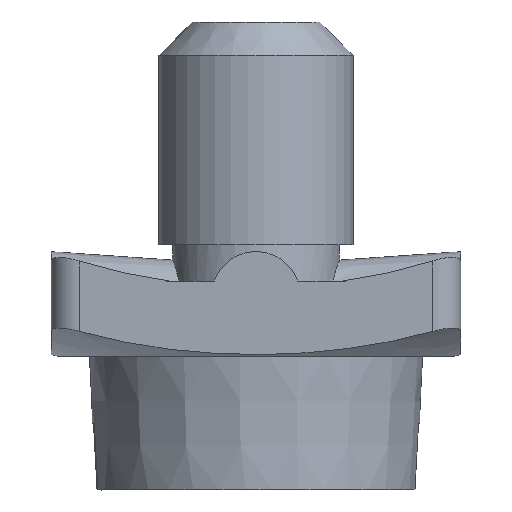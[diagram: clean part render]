
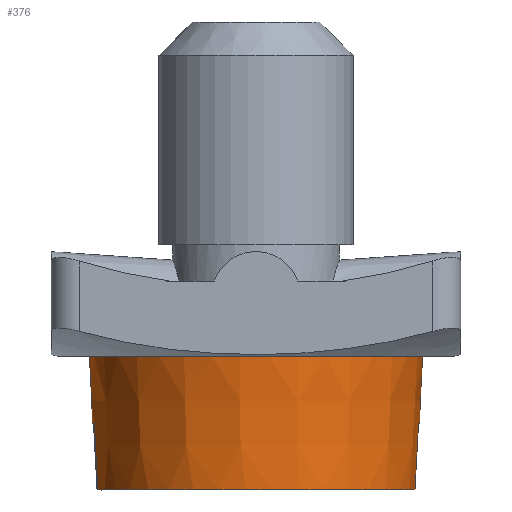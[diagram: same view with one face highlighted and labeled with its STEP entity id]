
A CAD part, front view. The second image highlights one B-rep face of the part: STEP entity #376.
In plain terms, the highlighted conical face has half-angle 3 degrees and reference radius 2.897 mm.
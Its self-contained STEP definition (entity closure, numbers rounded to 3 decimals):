
#316=B_SPLINE_CURVE_WITH_KNOTS('',3,(#1492,#1493,#1494,#1495,#1496,#1497,
#1498),.UNSPECIFIED.,.F.,.F.,(4,3,4),(0.,0.605,1.),
 .UNSPECIFIED.);
#317=B_SPLINE_CURVE_WITH_KNOTS('',3,(#1499,#1500,#1501,#1502,#1503,#1504,
#1505),.UNSPECIFIED.,.F.,.F.,(4,3,4),(0.,0.395,1.),
 .UNSPECIFIED.);
#318=B_SPLINE_CURVE_WITH_KNOTS('',3,(#1507,#1508,#1509,#1510,#1511,#1512,
#1513),.UNSPECIFIED.,.F.,.F.,(4,3,4),(0.,0.605,1.),
 .UNSPECIFIED.);
#319=B_SPLINE_CURVE_WITH_KNOTS('',3,(#1515,#1516,#1517,#1518,#1519,#1520,
#1521),.UNSPECIFIED.,.F.,.F.,(4,3,4),(0.,0.395,1.),
 .UNSPECIFIED.);
#331=CONICAL_SURFACE('',#864,2.897,3.);
#344=FACE_BOUND('',#457,.T.);
#345=FACE_BOUND('',#458,.T.);
#376=ADVANCED_FACE('',(#344,#345),#331,.T.);
#457=EDGE_LOOP('',(#596));
#458=EDGE_LOOP('',(#597,#598,#599,#600,#601,#602,#603,#604));
#596=ORIENTED_EDGE('',*,*,#680,.F.);
#597=ORIENTED_EDGE('',*,*,#745,.T.);
#598=ORIENTED_EDGE('',*,*,#741,.T.);
#599=ORIENTED_EDGE('',*,*,#742,.T.);
#600=ORIENTED_EDGE('',*,*,#736,.F.);
#601=ORIENTED_EDGE('',*,*,#743,.T.);
#602=ORIENTED_EDGE('',*,*,#739,.T.);
#603=ORIENTED_EDGE('',*,*,#744,.T.);
#604=ORIENTED_EDGE('',*,*,#747,.F.);
#626=VERTEX_POINT('',#1040);
#663=VERTEX_POINT('',#1479);
#664=VERTEX_POINT('',#1480);
#665=VERTEX_POINT('',#1484);
#666=VERTEX_POINT('',#1485);
#667=VERTEX_POINT('',#1487);
#668=VERTEX_POINT('',#1489);
#669=VERTEX_POINT('',#1514);
#670=VERTEX_POINT('',#1522);
#680=EDGE_CURVE('',#626,#626,#755,.T.);
#736=EDGE_CURVE('',#663,#664,#767,.T.);
#739=EDGE_CURVE('',#667,#666,#768,.T.);
#741=EDGE_CURVE('',#665,#668,#769,.T.);
#742=EDGE_CURVE('',#668,#664,#316,.T.);
#743=EDGE_CURVE('',#663,#667,#317,.T.);
#744=EDGE_CURVE('',#666,#669,#318,.T.);
#745=EDGE_CURVE('',#670,#665,#319,.T.);
#747=EDGE_CURVE('',#670,#669,#770,.T.);
#755=CIRCLE('',#828,3.);
#767=CIRCLE('',#855,2.874);
#768=CIRCLE('',#857,2.937);
#769=CIRCLE('',#858,2.937);
#770=CIRCLE('',#862,2.874);
#828=AXIS2_PLACEMENT_3D('',#1039,#891,#892);
#855=AXIS2_PLACEMENT_3D('',#1478,#960,#961);
#857=AXIS2_PLACEMENT_3D('',#1486,#966,#967);
#858=AXIS2_PLACEMENT_3D('',#1490,#969,#970);
#862=AXIS2_PLACEMENT_3D('',#1525,#978,#979);
#864=AXIS2_PLACEMENT_3D('',#1527,#982,#983);
#891=DIRECTION('',(0.,0.,1.));
#892=DIRECTION('',(-0.964,0.267,0.));
#960=DIRECTION('',(0.,0.,-1.));
#961=DIRECTION('',(-1.,0.,0.));
#966=DIRECTION('',(0.,0.,1.));
#967=DIRECTION('',(-0.993,0.118,0.));
#969=DIRECTION('',(0.,0.,1.));
#970=DIRECTION('',(0.993,-0.118,0.));
#978=DIRECTION('',(0.,0.,-1.));
#979=DIRECTION('',(-1.,0.,0.));
#982=DIRECTION('',(0.,0.,1.));
#983=DIRECTION('',(-0.707,0.707,0.));
#1039=CARTESIAN_POINT('',(0.,0.,-2.));
#1040=CARTESIAN_POINT('',(-2.891,0.8,-2.));
#1478=CARTESIAN_POINT('',(0.,0.,-4.4));
#1479=CARTESIAN_POINT('',(-2.853,0.347,-4.4));
#1480=CARTESIAN_POINT('',(2.838,0.453,-4.4));
#1484=CARTESIAN_POINT('',(2.917,-0.346,-3.2));
#1485=CARTESIAN_POINT('',(-2.902,-0.454,-3.2));
#1486=CARTESIAN_POINT('',(0.,0.,-3.2));
#1487=CARTESIAN_POINT('',(-2.917,0.346,-3.2));
#1489=CARTESIAN_POINT('',(2.902,0.454,-3.2));
#1490=CARTESIAN_POINT('',(0.,0.,-3.2));
#1492=CARTESIAN_POINT('',(2.902,0.454,-3.2));
#1493=CARTESIAN_POINT('',(2.889,0.454,-3.442));
#1494=CARTESIAN_POINT('',(2.876,0.454,-3.684));
#1495=CARTESIAN_POINT('',(2.863,0.453,-3.926));
#1496=CARTESIAN_POINT('',(2.855,0.453,-4.084));
#1497=CARTESIAN_POINT('',(2.847,0.453,-4.242));
#1498=CARTESIAN_POINT('',(2.838,0.453,-4.4));
#1499=CARTESIAN_POINT('',(-2.853,0.347,-4.4));
#1500=CARTESIAN_POINT('',(-2.862,0.347,-4.242));
#1501=CARTESIAN_POINT('',(-2.87,0.347,-4.084));
#1502=CARTESIAN_POINT('',(-2.878,0.346,-3.926));
#1503=CARTESIAN_POINT('',(-2.891,0.346,-3.684));
#1504=CARTESIAN_POINT('',(-2.904,0.346,-3.442));
#1505=CARTESIAN_POINT('',(-2.917,0.346,-3.2));
#1507=CARTESIAN_POINT('',(-2.902,-0.454,-3.2));
#1508=CARTESIAN_POINT('',(-2.889,-0.454,-3.442));
#1509=CARTESIAN_POINT('',(-2.876,-0.454,-3.684));
#1510=CARTESIAN_POINT('',(-2.863,-0.453,-3.926));
#1511=CARTESIAN_POINT('',(-2.855,-0.453,-4.084));
#1512=CARTESIAN_POINT('',(-2.847,-0.453,-4.242));
#1513=CARTESIAN_POINT('',(-2.838,-0.453,-4.4));
#1514=CARTESIAN_POINT('',(-2.838,-0.453,-4.4));
#1515=CARTESIAN_POINT('',(2.853,-0.347,-4.4));
#1516=CARTESIAN_POINT('',(2.862,-0.347,-4.242));
#1517=CARTESIAN_POINT('',(2.87,-0.347,-4.084));
#1518=CARTESIAN_POINT('',(2.878,-0.346,-3.926));
#1519=CARTESIAN_POINT('',(2.891,-0.346,-3.684));
#1520=CARTESIAN_POINT('',(2.904,-0.346,-3.442));
#1521=CARTESIAN_POINT('',(2.917,-0.346,-3.2));
#1522=CARTESIAN_POINT('',(2.853,-0.347,-4.4));
#1525=CARTESIAN_POINT('',(0.,0.,-4.4));
#1527=CARTESIAN_POINT('',(0.,0.,-3.974));
